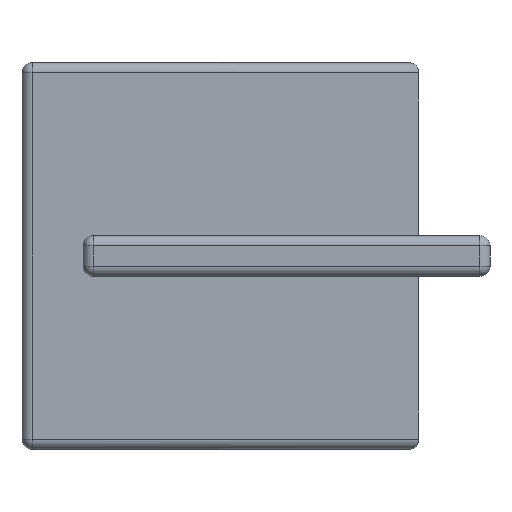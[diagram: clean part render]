
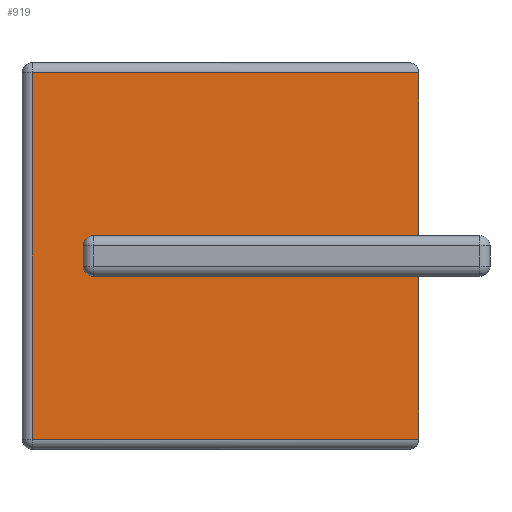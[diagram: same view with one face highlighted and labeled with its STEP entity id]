
A CAD part, front view. The second image highlights one B-rep face of the part: STEP entity #919.
In plain terms, the highlighted planar face has unit normal (0, -1, 0).
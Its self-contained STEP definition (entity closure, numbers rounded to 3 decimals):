
#34=PLANE('',#1052);
#101=FACE_OUTER_BOUND('',#162,.T.);
#162=EDGE_LOOP('',(#756,#757,#758,#759,#760,#761,#762,#763,#764,#765));
#199=LINE('',#1460,#266);
#229=LINE('',#1580,#296);
#231=LINE('',#1591,#298);
#233=LINE('',#1600,#300);
#235=LINE('',#1609,#302);
#236=LINE('',#1610,#303);
#237=LINE('',#1612,#304);
#238=LINE('',#1613,#305);
#266=VECTOR('',#1153,10.);
#296=VECTOR('',#1291,10.);
#298=VECTOR('',#1305,10.);
#300=VECTOR('',#1321,10.);
#302=VECTOR('',#1333,10.);
#303=VECTOR('',#1334,10.);
#304=VECTOR('',#1335,10.);
#305=VECTOR('',#1336,10.);
#324=CIRCLE('',#966,1.);
#331=CIRCLE('',#983,1.);
#387=VERTEX_POINT('',#1423);
#388=VERTEX_POINT('',#1425);
#396=VERTEX_POINT('',#1459);
#398=VERTEX_POINT('',#1465);
#427=VERTEX_POINT('',#1567);
#432=VERTEX_POINT('',#1578);
#434=VERTEX_POINT('',#1589);
#435=VERTEX_POINT('',#1590);
#437=VERTEX_POINT('',#1608);
#438=VERTEX_POINT('',#1611);
#465=EDGE_CURVE('',#387,#388,#324,.F.);
#482=EDGE_CURVE('',#396,#388,#199,.T.);
#485=EDGE_CURVE('',#396,#398,#331,.F.);
#542=EDGE_CURVE('',#432,#427,#229,.T.);
#547=EDGE_CURVE('',#434,#435,#231,.T.);
#553=EDGE_CURVE('',#435,#432,#233,.T.);
#557=EDGE_CURVE('',#434,#437,#235,.T.);
#558=EDGE_CURVE('',#437,#398,#236,.T.);
#559=EDGE_CURVE('',#387,#438,#237,.T.);
#560=EDGE_CURVE('',#438,#427,#238,.T.);
#756=ORIENTED_EDGE('',*,*,#542,.F.);
#757=ORIENTED_EDGE('',*,*,#553,.F.);
#758=ORIENTED_EDGE('',*,*,#547,.F.);
#759=ORIENTED_EDGE('',*,*,#557,.T.);
#760=ORIENTED_EDGE('',*,*,#558,.T.);
#761=ORIENTED_EDGE('',*,*,#485,.F.);
#762=ORIENTED_EDGE('',*,*,#482,.T.);
#763=ORIENTED_EDGE('',*,*,#465,.F.);
#764=ORIENTED_EDGE('',*,*,#559,.T.);
#765=ORIENTED_EDGE('',*,*,#560,.T.);
#919=ADVANCED_FACE('',(#101),#34,.T.);
#966=AXIS2_PLACEMENT_3D('',#1426,#1112,#1113);
#983=AXIS2_PLACEMENT_3D('',#1466,#1159,#1160);
#1052=AXIS2_PLACEMENT_3D('',#1607,#1331,#1332);
#1112=DIRECTION('center_axis',(0.,1.,0.));
#1113=DIRECTION('ref_axis',(-0.707,0.,0.707));
#1153=DIRECTION('',(0.,0.,1.));
#1159=DIRECTION('center_axis',(0.,1.,0.));
#1160=DIRECTION('ref_axis',(-0.707,0.,-0.707));
#1291=DIRECTION('',(1.,0.,0.));
#1305=DIRECTION('',(-1.,0.,0.));
#1321=DIRECTION('',(0.,0.,1.));
#1331=DIRECTION('center_axis',(0.,-1.,0.));
#1332=DIRECTION('ref_axis',(1.,0.,0.));
#1333=DIRECTION('',(0.,0.,1.));
#1334=DIRECTION('',(-1.,0.,0.));
#1335=DIRECTION('',(1.,0.,0.));
#1336=DIRECTION('',(0.,0.,1.));
#1423=CARTESIAN_POINT('',(-11.126,0.,2.));
#1425=CARTESIAN_POINT('',(-12.126,0.,1.));
#1426=CARTESIAN_POINT('Origin',(-11.126,0.,1.));
#1459=CARTESIAN_POINT('',(-12.126,0.,-1.));
#1460=CARTESIAN_POINT('',(-12.126,0.,1.));
#1465=CARTESIAN_POINT('',(-11.126,0.,-2.));
#1466=CARTESIAN_POINT('Origin',(-11.126,0.,-1.));
#1567=CARTESIAN_POINT('',(20.874,0.,18.));
#1578=CARTESIAN_POINT('',(-17.126,0.,18.));
#1580=CARTESIAN_POINT('',(-8.376,0.,18.));
#1589=CARTESIAN_POINT('',(20.874,0.,-18.));
#1590=CARTESIAN_POINT('',(-17.126,0.,-18.));
#1591=CARTESIAN_POINT('',(-8.376,0.,-18.));
#1600=CARTESIAN_POINT('',(-17.126,0.,0.));
#1607=CARTESIAN_POINT('Origin',(-18.126,0.,0.));
#1608=CARTESIAN_POINT('',(20.874,0.,-2.));
#1609=CARTESIAN_POINT('',(20.874,0.,0.));
#1610=CARTESIAN_POINT('',(-15.126,0.,-2.));
#1611=CARTESIAN_POINT('',(20.874,0.,2.));
#1612=CARTESIAN_POINT('',(4.874,0.,2.));
#1613=CARTESIAN_POINT('',(20.874,0.,0.));
